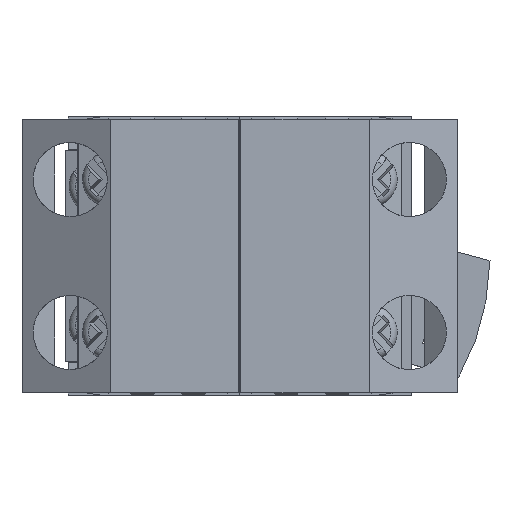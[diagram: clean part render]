
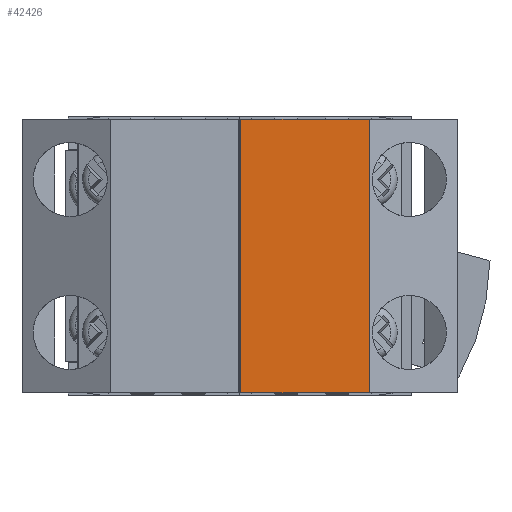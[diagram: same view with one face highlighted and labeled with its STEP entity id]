
A CAD part, front view. The second image highlights one B-rep face of the part: STEP entity #42426.
In plain terms, the highlighted planar face has unit normal (0, -1, 0).
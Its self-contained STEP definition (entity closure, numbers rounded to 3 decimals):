
#66 = VERTEX_POINT ( 'NONE', #7347 ) ;
#7347 = CARTESIAN_POINT ( 'NONE',  ( 0.1, -27.5, -14.75 ) ) ;
#11493 = VERTEX_POINT ( 'NONE', #44710 ) ;
#12686 = EDGE_CURVE ( 'NONE', #34801, #66, #26474, .T. ) ;
#13106 = EDGE_CURVE ( 'NONE', #66, #24625, #41067, .T. ) ;
#13115 = DIRECTION ( 'NONE',  ( -1., 0., 0. ) ) ;
#13295 = EDGE_CURVE ( 'NONE', #11493, #24625, #41734, .T. ) ;
#13709 = EDGE_CURVE ( 'NONE', #34801, #11493, #29845, .T. ) ;
#14973 = ORIENTED_EDGE ( 'NONE', *, *, #13709, .F. ) ;
#16342 = CARTESIAN_POINT ( 'NONE',  ( 0., -27.5, -14.75 ) ) ;
#17885 = ORIENTED_EDGE ( 'NONE', *, *, #13106, .T. ) ;
#17979 = VECTOR ( 'NONE', #54883, 1000. ) ;
#21258 = DIRECTION ( 'NONE',  ( 0., 0., -1. ) ) ;
#24625 = VERTEX_POINT ( 'NONE', #54699 ) ;
#25728 = AXIS2_PLACEMENT_3D ( 'NONE', #26354, #39806, #13115 ) ;
#26354 = CARTESIAN_POINT ( 'NONE',  ( 0., -27.5, 14.75 ) ) ;
#26474 = LINE ( 'NONE', #30033, #36962 ) ;
#26824 = CARTESIAN_POINT ( 'NONE',  ( 14., -27.5, 14.75 ) ) ;
#28213 = CARTESIAN_POINT ( 'NONE',  ( 0., -27.5, 14.75 ) ) ;
#28396 = FACE_OUTER_BOUND ( 'NONE', #43572, .T. ) ;
#29845 = LINE ( 'NONE', #28213, #17979 ) ;
#30033 = CARTESIAN_POINT ( 'NONE',  ( 0.1, -27.5, 14.75 ) ) ;
#30832 = PLANE ( 'NONE',  #25728 ) ;
#31320 = DIRECTION ( 'NONE',  ( 0., 0., -1. ) ) ;
#34801 = VERTEX_POINT ( 'NONE', #48708 ) ;
#36962 = VECTOR ( 'NONE', #21258, 1000. ) ;
#39687 = VECTOR ( 'NONE', #47543, 1000. ) ;
#39806 = DIRECTION ( 'NONE',  ( 0., 1., 0. ) ) ;
#41067 = LINE ( 'NONE', #16342, #39687 ) ;
#41734 = LINE ( 'NONE', #26824, #52195 ) ;
#42426 = ADVANCED_FACE ( 'NONE', ( #28396 ), #30832, .F. ) ;
#43572 = EDGE_LOOP ( 'NONE', ( #17885, #45110, #14973, #44233 ) ) ;
#44233 = ORIENTED_EDGE ( 'NONE', *, *, #12686, .T. ) ;
#44710 = CARTESIAN_POINT ( 'NONE',  ( 14., -27.5, 14.75 ) ) ;
#45110 = ORIENTED_EDGE ( 'NONE', *, *, #13295, .F. ) ;
#47543 = DIRECTION ( 'NONE',  ( 1., 0., 0. ) ) ;
#48708 = CARTESIAN_POINT ( 'NONE',  ( 0.1, -27.5, 14.75 ) ) ;
#52195 = VECTOR ( 'NONE', #31320, 1000. ) ;
#54699 = CARTESIAN_POINT ( 'NONE',  ( 14., -27.5, -14.75 ) ) ;
#54883 = DIRECTION ( 'NONE',  ( 1., 0., 0. ) ) ;
